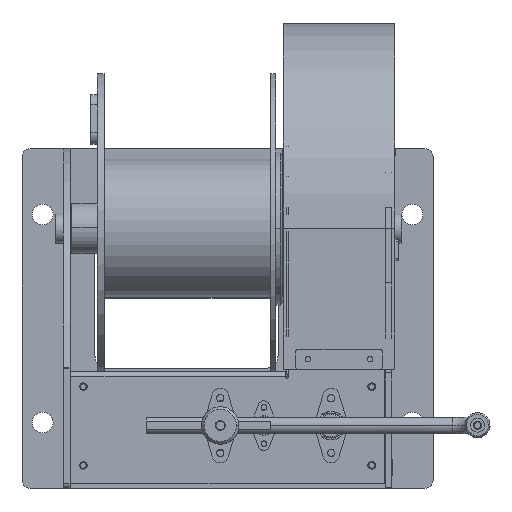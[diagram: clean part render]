
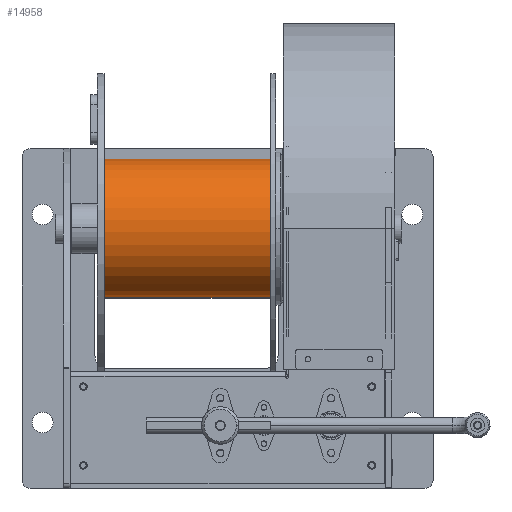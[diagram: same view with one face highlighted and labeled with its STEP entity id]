
A CAD part, top view. The second image highlights one B-rep face of the part: STEP entity #14958.
In plain terms, the highlighted cylindrical face has radius 84.15 mm (diameter 168.3 mm), a partial arc.
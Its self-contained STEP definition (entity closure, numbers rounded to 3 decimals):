
#544 = LINE ( 'NONE', #57038, #57122 ) ;
#2287 = ORIENTED_EDGE ( 'NONE', *, *, #60341, .T. ) ;
#2678 = CARTESIAN_POINT ( 'NONE',  ( -84.15, 0., -136.5 ) ) ;
#7445 = DIRECTION ( 'NONE',  ( 0., 0., -1. ) ) ;
#8210 = ORIENTED_EDGE ( 'NONE', *, *, #72625, .F. ) ;
#14958 = ADVANCED_FACE ( 'NONE', ( #50638 ), #31773, .T. ) ;
#15100 = DIRECTION ( 'NONE',  ( 0., 0., -1. ) ) ;
#22229 = DIRECTION ( 'NONE',  ( 0., 0., 1. ) ) ;
#24117 = CIRCLE ( 'NONE', #61630, 84.15 ) ;
#24194 = DIRECTION ( 'NONE',  ( 0., 0., -1. ) ) ;
#31319 = DIRECTION ( 'NONE',  ( -1., 0., 0. ) ) ;
#31773 = CYLINDRICAL_SURFACE ( 'NONE', #81520, 84.15 ) ;
#35011 = VERTEX_POINT ( 'NONE', #56821 ) ;
#43134 = VERTEX_POINT ( 'NONE', #2678 ) ;
#43224 = CARTESIAN_POINT ( 'NONE',  ( -84.15, 0., 137.5 ) ) ;
#44772 = CARTESIAN_POINT ( 'NONE',  ( 84.15, 0., 136.5 ) ) ;
#47943 = VERTEX_POINT ( 'NONE', #44772 ) ;
#50638 = FACE_OUTER_BOUND ( 'NONE', #86685, .T. ) ;
#52408 = CARTESIAN_POINT ( 'NONE',  ( 0., 0., 137.5 ) ) ;
#52449 = ORIENTED_EDGE ( 'NONE', *, *, #74451, .T. ) ;
#56821 = CARTESIAN_POINT ( 'NONE',  ( 84.15, 0., -136.5 ) ) ;
#57038 = CARTESIAN_POINT ( 'NONE',  ( 84.15, 0., 137.5 ) ) ;
#57122 = VECTOR ( 'NONE', #7445, 1000. ) ;
#57552 = CARTESIAN_POINT ( 'NONE',  ( 0., 0., 136.5 ) ) ;
#60341 = EDGE_CURVE ( 'NONE', #72252, #43134, #65446, .T. ) ;
#61630 = AXIS2_PLACEMENT_3D ( 'NONE', #63428, #22229, #71840 ) ;
#63428 = CARTESIAN_POINT ( 'NONE',  ( 0., 0., -136.5 ) ) ;
#64305 = CIRCLE ( 'NONE', #81774, 84.15 ) ;
#64683 = DIRECTION ( 'NONE',  ( 1., 0., 0. ) ) ;
#65446 = LINE ( 'NONE', #43224, #84359 ) ;
#67347 = CARTESIAN_POINT ( 'NONE',  ( -84.15, 0., 136.5 ) ) ;
#71840 = DIRECTION ( 'NONE',  ( 1., 0., 0. ) ) ;
#72252 = VERTEX_POINT ( 'NONE', #67347 ) ;
#72625 = EDGE_CURVE ( 'NONE', #47943, #35011, #544, .T. ) ;
#74451 = EDGE_CURVE ( 'NONE', #47943, #72252, #64305, .T. ) ;
#75574 = ORIENTED_EDGE ( 'NONE', *, *, #76508, .T. ) ;
#76508 = EDGE_CURVE ( 'NONE', #43134, #35011, #24117, .T. ) ;
#81520 = AXIS2_PLACEMENT_3D ( 'NONE', #52408, #24194, #31319 ) ;
#81774 = AXIS2_PLACEMENT_3D ( 'NONE', #57552, #15100, #64683 ) ;
#84359 = VECTOR ( 'NONE', #85745, 1000. ) ;
#85745 = DIRECTION ( 'NONE',  ( 0., 0., -1. ) ) ;
#86685 = EDGE_LOOP ( 'NONE', ( #8210, #52449, #2287, #75574 ) ) ;
